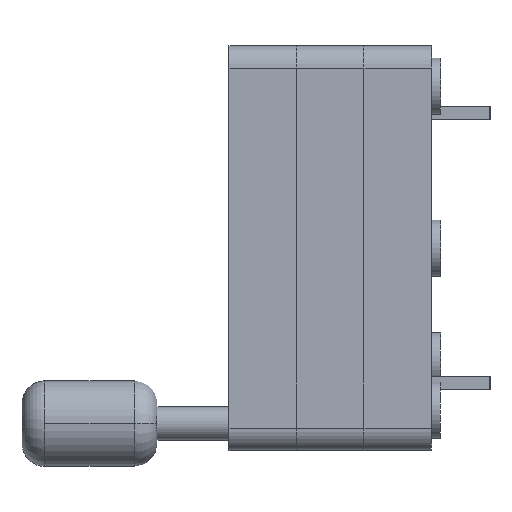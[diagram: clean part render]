
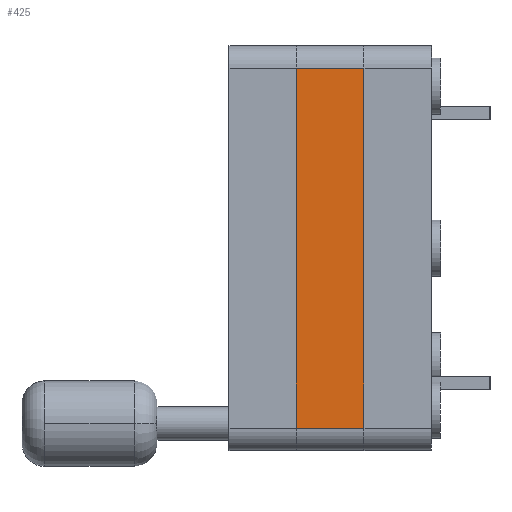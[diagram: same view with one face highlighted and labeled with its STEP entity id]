
A CAD part, left-side view. The second image highlights one B-rep face of the part: STEP entity #425.
In plain terms, the highlighted planar face has unit normal (-1, 0, 0).
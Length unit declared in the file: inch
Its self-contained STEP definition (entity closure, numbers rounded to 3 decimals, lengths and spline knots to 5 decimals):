
#425 = ADVANCED_FACE ( 'NONE', ( #7684 ), #5786, .T. ) ;
#523 = ORIENTED_EDGE ( 'NONE', *, *, #18041, .T. ) ;
#988 = VERTEX_POINT ( 'NONE', #2346 ) ;
#2346 = CARTESIAN_POINT ( 'NONE',  ( -1.29, 0.17, -0.4 ) ) ;
#3104 = ORIENTED_EDGE ( 'NONE', *, *, #10930, .F. ) ;
#3573 = CARTESIAN_POINT ( 'NONE',  ( -1.29, 0.32, 0.4 ) ) ;
#4210 = VERTEX_POINT ( 'NONE', #14017 ) ;
#4421 = CARTESIAN_POINT ( 'NONE',  ( -1.29, 0.32, 0.4 ) ) ;
#5357 = ORIENTED_EDGE ( 'NONE', *, *, #9558, .F. ) ;
#5482 = CARTESIAN_POINT ( 'NONE',  ( -1.29, 0.32, 0.4 ) ) ;
#5732 = CARTESIAN_POINT ( 'NONE',  ( -1.29, 0.32, -0.4 ) ) ;
#5786 = PLANE ( 'NONE',  #14060 ) ;
#5853 = EDGE_CURVE ( 'NONE', #17289, #988, #10934, .T. ) ;
#6223 = DIRECTION ( 'NONE',  ( 0., 0., -1. ) ) ;
#6945 = VECTOR ( 'NONE', #13249, 39.37008 ) ;
#7684 = FACE_OUTER_BOUND ( 'NONE', #11170, .T. ) ;
#7766 = VERTEX_POINT ( 'NONE', #5482 ) ;
#8736 = DIRECTION ( 'NONE',  ( -1., 0., 0. ) ) ;
#9558 = EDGE_CURVE ( 'NONE', #7766, #4210, #11792, .T. ) ;
#10077 = DIRECTION ( 'NONE',  ( 0., 0., 1. ) ) ;
#10930 = EDGE_CURVE ( 'NONE', #4210, #988, #17200, .T. ) ;
#10934 = LINE ( 'NONE', #5732, #11239 ) ;
#11170 = EDGE_LOOP ( 'NONE', ( #3104, #5357, #523, #13600 ) ) ;
#11239 = VECTOR ( 'NONE', #11282, 39.37008 ) ;
#11282 = DIRECTION ( 'NONE',  ( 0., -1., 0. ) ) ;
#11792 = LINE ( 'NONE', #16194, #6945 ) ;
#11858 = LINE ( 'NONE', #3573, #17326 ) ;
#13025 = CARTESIAN_POINT ( 'NONE',  ( -1.29, 0.32, -0.4 ) ) ;
#13249 = DIRECTION ( 'NONE',  ( 0., -1., 0. ) ) ;
#13600 = ORIENTED_EDGE ( 'NONE', *, *, #5853, .T. ) ;
#14017 = CARTESIAN_POINT ( 'NONE',  ( -1.29, 0.17, 0.4 ) ) ;
#14060 = AXIS2_PLACEMENT_3D ( 'NONE', #4421, #8736, #10077 ) ;
#14711 = VECTOR ( 'NONE', #6223, 39.37008 ) ;
#15820 = CARTESIAN_POINT ( 'NONE',  ( -1.29, 0.17, 0.4 ) ) ;
#16194 = CARTESIAN_POINT ( 'NONE',  ( -1.29, 0.32, 0.4 ) ) ;
#17200 = LINE ( 'NONE', #15820, #14711 ) ;
#17289 = VERTEX_POINT ( 'NONE', #13025 ) ;
#17326 = VECTOR ( 'NONE', #17465, 39.37008 ) ;
#17465 = DIRECTION ( 'NONE',  ( 0., 0., -1. ) ) ;
#18041 = EDGE_CURVE ( 'NONE', #7766, #17289, #11858, .T. ) ;
